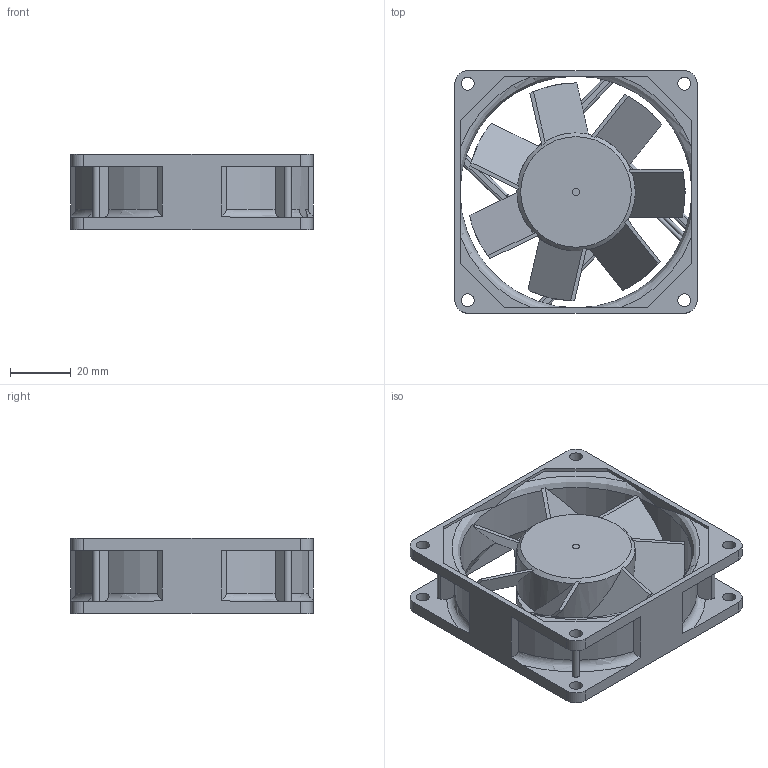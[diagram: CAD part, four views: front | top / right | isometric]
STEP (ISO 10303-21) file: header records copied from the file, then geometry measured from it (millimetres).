
FILE_DESCRIPTION(/* description */ ('STEP AP242','CAx-IF Rec.Pracs.---Representation and Presentation of Product Manufacturing Information (PMI)---4.0---2014-10-13','CAx-IF Rec.Pracs.---3D Tessellated Geometry---0.4---2014-09-14','2;1'),/* implementation_level */ '2;1');
FILE_NAME(/* name */ '622baa43d91e5304ec9706ba',/* time_stamp */ '2022-03-11T20:00:05+00:00',/* author */ (''),/* organization */ (''),/* preprocessor_version */ 'ST-DEVELOPER v18.101',/* originating_system */ ' ',/* authorisation */ ' ');
FILE_SCHEMA (('AP242_MANAGED_MODEL_BASED_3D_ENGINEERING_MIM_LF { 1 0 10303 442 1 1 4 }'));
Length unit declared in the file: metre
Products named in the file (1): 80mm brushless fan (SUNON KDE1208PTB2)
Bounding box: 80 x 80 x 25 mm (x, y, z)
Volume: 51840.4 mm3; surface area: 31688.9 mm2
Topology: 1 solids, 1 shells, 230 faces, 1004 edges, 805 vertices
Faces by surface type: plane 132, cylinder 68, torus 29, cone 1
Full cylindrical faces by diameter (mm): 1.35 x2, 2.5 x1, 4.3 x8, 33 x1, 34 x1, 35 x1, 39 x1, 76.5 x1
Entity records: 11092 total; most frequent: CARTESIAN_POINT 2857, ORIENTED_EDGE 1952, DIRECTION 1329, EDGE_CURVE 976, VERTEX_POINT 794, AXIS2_PLACEMENT_3D 468, LINE 393, VECTOR 393
